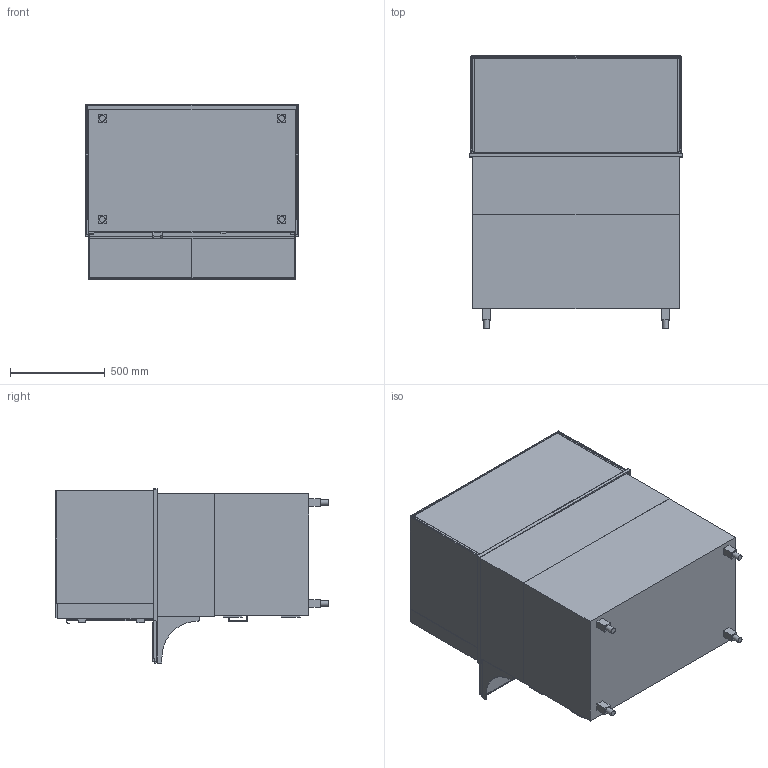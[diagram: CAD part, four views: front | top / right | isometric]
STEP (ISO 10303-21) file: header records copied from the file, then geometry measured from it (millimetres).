
FILE_DESCRIPTION (( 'STEP AP214' ), '1' );
FILE_NAME ('EU520212_Basic Plus E-112-53.STEP', '2022-05-20T07:44:13', ( '' ), ( '' ), 'SwSTEP 2.0', 'SolidWorks 2017', '' );
FILE_SCHEMA (( 'AUTOMOTIVE_DESIGN' ));
Length unit declared in the file: millimetre
Products named in the file (1): EU520212_Basic Plus E-112-53
Bounding box: 1125 x 1437 x 918.5 mm (x, y, z)
Volume: 180583099.1 mm3; surface area: 18682128.7 mm2
Topology: 57 solids, 57 shells, 491 faces, 1096 edges, 726 vertices
Faces by surface type: plane 435, cylinder 52, torus 4
Full cylindrical faces by diameter (mm): 8 x6, 30 x4
Entity records: 14172 total; most frequent: CARTESIAN_POINT 2312, DIRECTION 2166, ORIENTED_EDGE 2164, EDGE_CURVE 1082, VECTOR 974, LINE 974, VERTEX_POINT 726, AXIS2_PLACEMENT_3D 596
